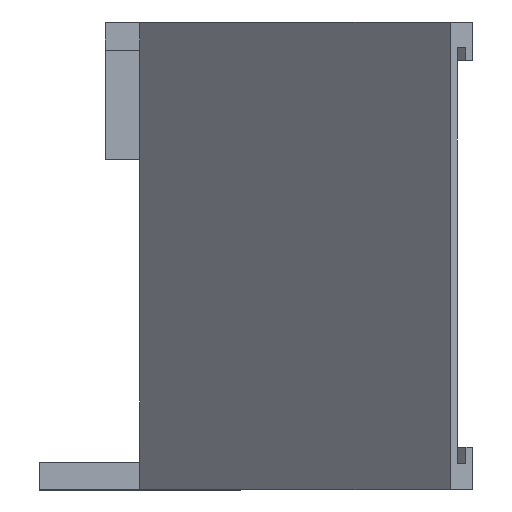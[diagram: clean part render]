
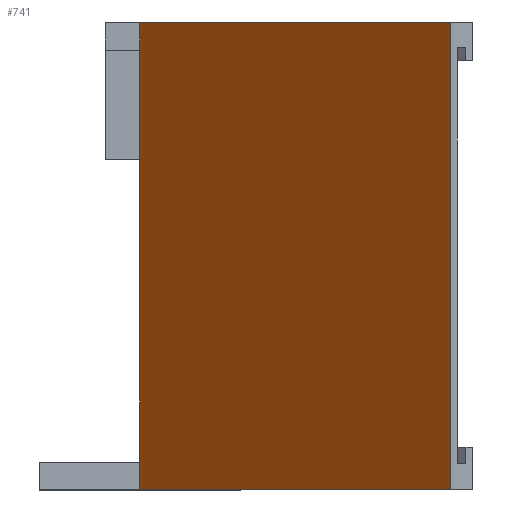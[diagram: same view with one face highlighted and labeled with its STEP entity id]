
A CAD part, top view. The second image highlights one B-rep face of the part: STEP entity #741.
In plain terms, the highlighted planar face has unit normal (-0.707, 0, 0.707).
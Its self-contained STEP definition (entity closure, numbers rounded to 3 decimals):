
#37=FACE_OUTER_BOUND('',#74,.T.);
#74=EDGE_LOOP('',(#608,#609,#610,#611,#612,#613));
#94=LINE('',#1002,#199);
#117=LINE('',#1050,#222);
#141=LINE('',#1096,#246);
#166=LINE('',#1146,#271);
#168=LINE('',#1149,#273);
#171=LINE('',#1153,#276);
#199=VECTOR('',#816,10.);
#222=VECTOR('',#849,10.);
#246=VECTOR('',#881,10.);
#271=VECTOR('',#926,10.);
#273=VECTOR('',#930,10.);
#276=VECTOR('',#935,10.);
#304=VERTEX_POINT('',#999);
#305=VERTEX_POINT('',#1001);
#319=VERTEX_POINT('',#1033);
#322=VERTEX_POINT('',#1041);
#343=VERTEX_POINT('',#1094);
#358=VERTEX_POINT('',#1145);
#372=EDGE_CURVE('',#304,#305,#94,.T.);
#395=EDGE_CURVE('',#322,#319,#117,.T.);
#419=EDGE_CURVE('',#319,#343,#141,.T.);
#444=EDGE_CURVE('',#358,#322,#166,.T.);
#446=EDGE_CURVE('',#358,#304,#168,.T.);
#449=EDGE_CURVE('',#343,#305,#171,.T.);
#608=ORIENTED_EDGE('',*,*,#444,.T.);
#609=ORIENTED_EDGE('',*,*,#395,.T.);
#610=ORIENTED_EDGE('',*,*,#419,.T.);
#611=ORIENTED_EDGE('',*,*,#449,.T.);
#612=ORIENTED_EDGE('',*,*,#372,.F.);
#613=ORIENTED_EDGE('',*,*,#446,.F.);
#704=PLANE('',#792);
#741=ADVANCED_FACE('',(#37),#704,.T.);
#792=AXIS2_PLACEMENT_3D('',#1154,#936,#937);
#816=DIRECTION('',(0.,-1.,0.));
#849=DIRECTION('',(0.,-1.,0.));
#881=DIRECTION('',(0.,-1.,0.));
#926=DIRECTION('',(0.,-1.,0.));
#930=DIRECTION('',(0.707,0.,0.707));
#935=DIRECTION('',(0.707,0.,0.707));
#936=DIRECTION('center_axis',(-0.707,0.,0.707));
#937=DIRECTION('ref_axis',(0.707,0.,0.707));
#999=CARTESIAN_POINT('',(86.761,42.13,62.651));
#1001=CARTESIAN_POINT('',(86.761,-42.87,62.651));
#1002=CARTESIAN_POINT('',(86.761,-39.37,62.651));
#1033=CARTESIAN_POINT('',(30.286,-37.82,6.175));
#1041=CARTESIAN_POINT('',(30.286,37.08,6.175));
#1050=CARTESIAN_POINT('',(30.286,-37.27,6.175));
#1094=CARTESIAN_POINT('',(30.286,-42.87,6.175));
#1096=CARTESIAN_POINT('',(30.286,-37.27,6.175));
#1145=CARTESIAN_POINT('',(30.286,42.13,6.175));
#1146=CARTESIAN_POINT('',(30.286,-37.27,6.175));
#1149=CARTESIAN_POINT('',(29.439,42.13,5.329));
#1153=CARTESIAN_POINT('',(79.69,-42.87,55.58));
#1154=CARTESIAN_POINT('Origin',(29.593,-39.37,5.482));
